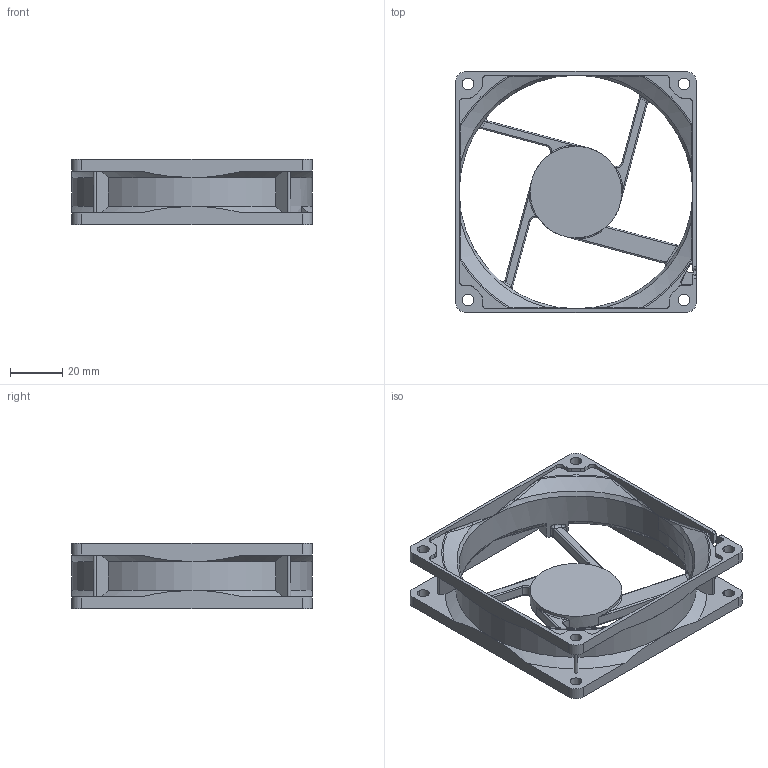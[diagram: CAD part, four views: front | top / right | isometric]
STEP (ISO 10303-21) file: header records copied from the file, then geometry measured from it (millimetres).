
FILE_DESCRIPTION(/* description */ (''),/* implementation_level */ '2;1');
FILE_NAME(/* name */ 'HD-9225Housing',/* time_stamp */ '2021-03-23T17:14:28+08:00',/* author */ (''),/* organization */ (''),/* preprocessor_version */ 'ST-DEVELOPER v9',/* originating_system */ 'UGS - NX 4.0',/* authorisation */ '');
FILE_SCHEMA (('CONFIG_CONTROL_DESIGN'));
Length unit declared in the file: millimetre
Products named in the file (1): AdmiB7F0ezlq
Bounding box: 92 x 92 x 25 mm (x, y, z)
Volume: 28793 mm3; surface area: 27292.4 mm2
Topology: 1 solids, 1 shells, 333 faces, 903 edges, 568 vertices
Faces by surface type: cylinder 96, plane 95, bspline 65, cone 38, torus 37, revolution 1, extrusion 1
Full cylindrical faces by diameter (mm): 35 x1
Entity records: 14699 total; most frequent: CARTESIAN_POINT 6922, ORIENTED_EDGE 1802, DIRECTION 1396, EDGE_CURVE 901, VERTEX_POINT 567, AXIS2_PLACEMENT_3D 547, EDGE_LOOP 354, ADVANCED_FACE 333
